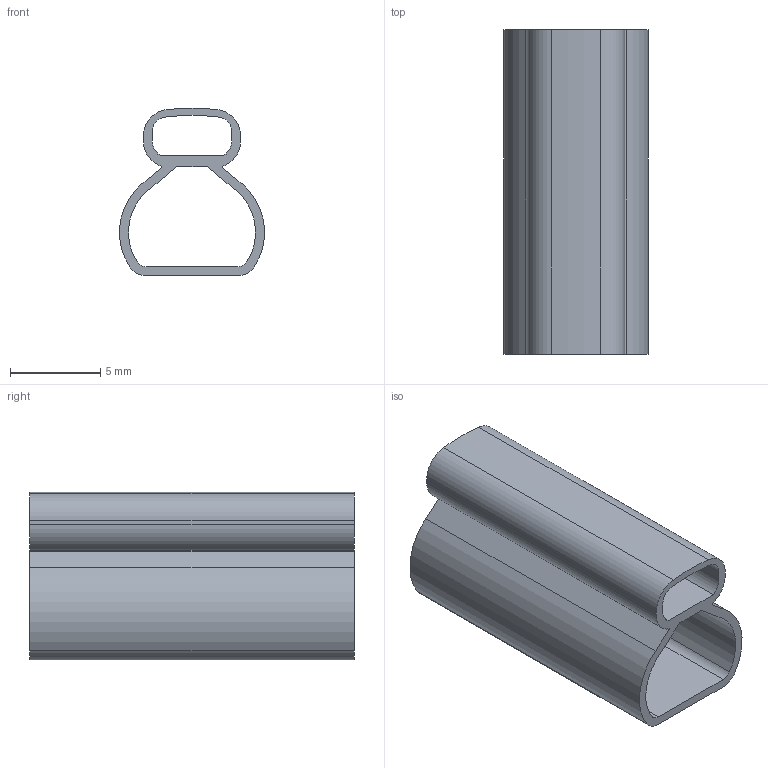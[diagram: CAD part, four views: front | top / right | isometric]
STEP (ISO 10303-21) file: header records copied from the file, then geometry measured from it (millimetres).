
FILE_DESCRIPTION(('CATIA V5R24 STEP','CAx-IF Rec.Pracs.--- Model Styling and Organization---1.2---2011-12-15'),'2;1');
FILE_NAME ('D1454881_0_1719830000_1719830000.stp','2015-11-27T14:06:49+00:00',('none'),('Weidmueller'),'CATIA Version 5-6 Release 2014 SP4','CATIA V5 STEP AP214','none');
FILE_SCHEMA(('AUTOMOTIVE_DESIGN { 1 0 10303 214 1 1 1 1 }'));
Length unit declared in the file: millimetre
Products named in the file (1): TM 3-18 HF
Bounding box: 8.03 x 18 x 9.29 mm (x, y, z)
Volume: 292.2 mm3; surface area: 1190.9 mm2
Topology: 1 solids, 1 shells, 34 faces, 96 edges, 64 vertices
Faces by surface type: cylinder 18, plane 16
Entity records: 1151 total; most frequent: CARTESIAN_POINT 195, ORIENTED_EDGE 192, DIRECTION 164, EDGE_CURVE 96, AXIS2_PLACEMENT_3D 71, VERTEX_POINT 64, VECTOR 60, LINE 60
